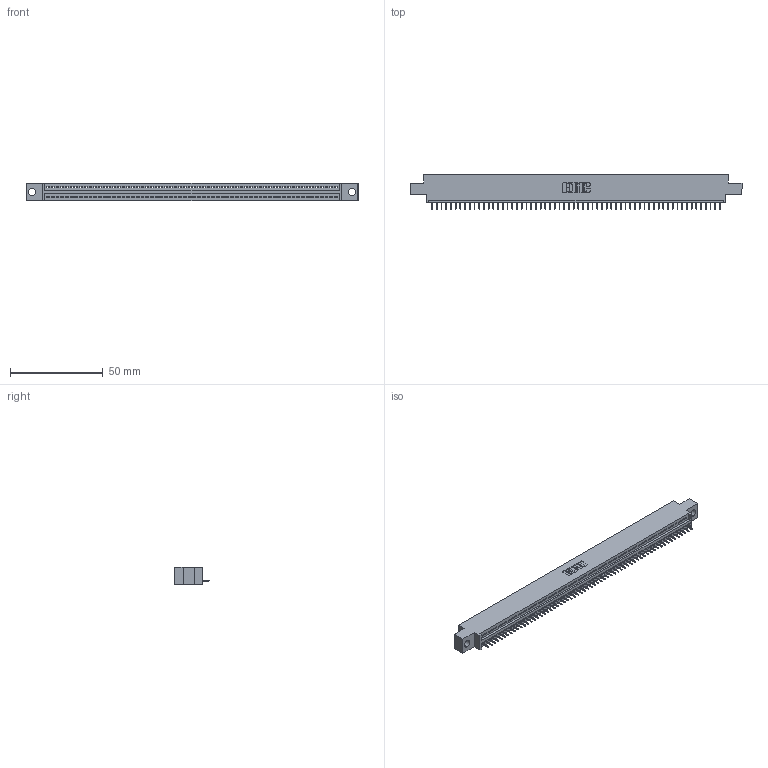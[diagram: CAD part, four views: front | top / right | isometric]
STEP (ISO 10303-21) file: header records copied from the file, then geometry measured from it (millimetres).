
FILE_DESCRIPTION (( 'STEP AP203' ), '1' );
FILE_NAME ('895-062-525-604.STEP', '2020-09-28T08:13:03', ( '' ), ( '' ), 'SwSTEP 2.0', 'SolidWorks 2020', '' );
FILE_SCHEMA (( 'CONFIG_CONTROL_DESIGN' ));
Length unit declared in the file: inch
Products named in the file (3): 845 Part_0.170 Offset - 0.156 Dia-TH; 895-062-525-604; 345-292-001_345-293-125
Assembly tree (63 placements, depth 2):
  895-062-525-604
    845 Part_0.170 Offset - 0.156 Dia-TH
    345-292-001_345-293-125  x62
Bounding box: 178.69 x 18.72 x 9.4 mm (x, y, z)
Volume: 16681.5 mm3; surface area: 21531.2 mm2
Topology: 63 solids, 63 shells, 3974 faces, 11513 edges, 7426 vertices
Faces by surface type: plane 2936, cylinder 1038
Entity records: 44179 total; most frequent: CARTESIAN_POINT 7658, ORIENTED_EDGE 7654, DIRECTION 6659, EDGE_CURVE 3827, LINE 3451, VECTOR 3451, VERTEX_POINT 2546, AXIS2_PLACEMENT_3D 1604
